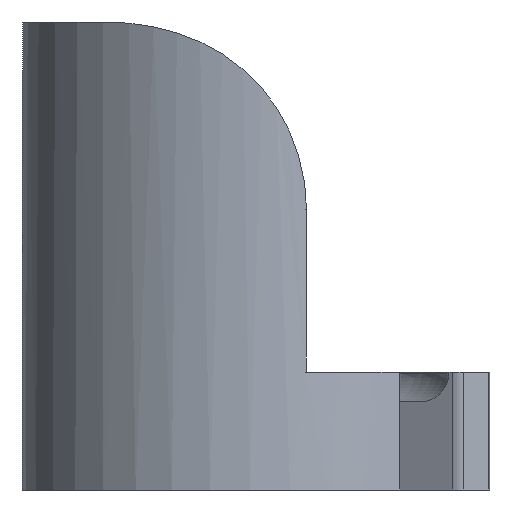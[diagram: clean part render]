
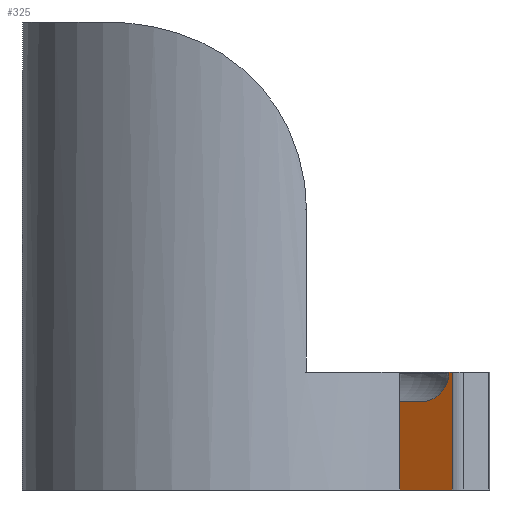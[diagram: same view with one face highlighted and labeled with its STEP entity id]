
A CAD part, left-side view. The second image highlights one B-rep face of the part: STEP entity #325.
In plain terms, the highlighted planar face has unit normal (-0.84, 0.543, 0).
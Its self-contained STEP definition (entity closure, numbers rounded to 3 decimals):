
#26 = CARTESIAN_POINT ( 'NONE',  ( -1.246, -12.072, 6.21 ) ) ;
#49 = CARTESIAN_POINT ( 'NONE',  ( -0.967, -11.64, 6.041 ) ) ;
#60 = CARTESIAN_POINT ( 'NONE',  ( -1.693, -12.765, 6.884 ) ) ;
#142 = CARTESIAN_POINT ( 'NONE',  ( -1.883, -13.057, 7.612 ) ) ;
#171 = CARTESIAN_POINT ( 'NONE',  ( -0.676, -11.191, 6. ) ) ;
#179 = CARTESIAN_POINT ( 'NONE',  ( -1.892, -13.072, 7.883 ) ) ;
#192 = CARTESIAN_POINT ( 'NONE',  ( -1.375, -12.271, 6.335 ) ) ;
#193 = CARTESIAN_POINT ( 'NONE',  ( -1.6, -12.619, 6.681 ) ) ;
#202 = CARTESIAN_POINT ( 'NONE',  ( -1.735, -12.829, 6.994 ) ) ;
#222 = CARTESIAN_POINT ( 'NONE',  ( -1.546, -12.537, 6.587 ) ) ;
#244 = CARTESIAN_POINT ( 'NONE',  ( -0.823, -11.418, 6. ) ) ;
#247 = CARTESIAN_POINT ( 'NONE',  ( -1.841, -12.992, 7.351 ) ) ;
#325 = ADVANCED_FACE ( 'NONE', ( #1102 ), #371, .F. ) ;
#359 = CARTESIAN_POINT ( 'NONE',  ( -2.041, -13.302, 31.75 ) ) ;
#366 = DIRECTION ( 'NONE',  ( -0.543, -0.84, 0. ) ) ;
#371 = PLANE ( 'NONE',  #622 ) ;
#374 = DIRECTION ( 'NONE',  ( 0.84, -0.543, 0. ) ) ;
#512 = EDGE_CURVE ( 'NONE', #1580, #1401, #736, .T. ) ;
#569 = EDGE_CURVE ( 'NONE', #1422, #1438, #1015, .T. ) ;
#577 = EDGE_CURVE ( 'NONE', #1418, #1484, #1107, .T. ) ;
#580 = EDGE_CURVE ( 'NONE', #1484, #1489, #994, .T. ) ;
#600 = EDGE_CURVE ( 'NONE', #1401, #1418, #751, .T. ) ;
#601 = EDGE_CURVE ( 'NONE', #1489, #1438, #1012, .T. ) ;
#606 = EDGE_CURVE ( 'NONE', #1580, #1422, #1035, .T. ) ;
#622 = AXIS2_PLACEMENT_3D ( 'NONE', #359, #374, #366 ) ;
#696 = CARTESIAN_POINT ( 'NONE',  ( -0.676, -11.191, 6. ) ) ;
#704 = CARTESIAN_POINT ( 'NONE',  ( -2.041, -13.302, 8. ) ) ;
#736 = B_SPLINE_CURVE_WITH_KNOTS ( 'NONE', 3,
 ( #171, #244, #49, #26, #192, #222, #193, #60, #202, #247, #142, #179 ),
 .UNSPECIFIED., .F., .F.,
 ( 4, 2, 2, 2, 2, 4 ),
 ( 0., 0.001, 0.002, 0.002, 0.002, 0.003 ),
 .UNSPECIFIED. ) ;
#751 = B_SPLINE_CURVE_WITH_KNOTS ( 'NONE', 3,
 ( #1258, #1215, #1252, #1227 ),
 .UNSPECIFIED., .F., .F.,
 ( 4, 4 ),
 ( 0.002, 0.002 ),
 .UNSPECIFIED. ) ;
#773 = CARTESIAN_POINT ( 'NONE',  ( -1.896, -13.078, 8. ) ) ;
#787 = CARTESIAN_POINT ( 'NONE',  ( -1.892, -13.072, 7.883 ) ) ;
#803 = CARTESIAN_POINT ( 'NONE',  ( -2.041, -13.302, 0. ) ) ;
#804 = CARTESIAN_POINT ( 'NONE',  ( 4.073, -3.844, 6. ) ) ;
#821 = CARTESIAN_POINT ( 'NONE',  ( 4.073, -3.844, 0. ) ) ;
#827 = CARTESIAN_POINT ( 'NONE',  ( 4.073, -3.844, 31.75 ) ) ;
#856 = DIRECTION ( 'NONE',  ( -0.543, -0.84, 0. ) ) ;
#913 = CARTESIAN_POINT ( 'NONE',  ( -2.041, -13.302, 8. ) ) ;
#918 = DIRECTION ( 'NONE',  ( 0., 0., -1. ) ) ;
#994 = LINE ( 'NONE', #1262, #1066 ) ;
#1012 = LINE ( 'NONE', #1263, #1169 ) ;
#1015 = LINE ( 'NONE', #827, #1016 ) ;
#1016 = VECTOR ( 'NONE', #918, 1000. ) ;
#1035 = LINE ( 'NONE', #1275, #1044 ) ;
#1044 = VECTOR ( 'NONE', #1256, 1000. ) ;
#1066 = VECTOR ( 'NONE', #1221, 1000. ) ;
#1102 = FACE_OUTER_BOUND ( 'NONE', #1595, .T. ) ;
#1107 = LINE ( 'NONE', #913, #1182 ) ;
#1169 = VECTOR ( 'NONE', #1241, 1000. ) ;
#1182 = VECTOR ( 'NONE', #856, 1000. ) ;
#1215 = CARTESIAN_POINT ( 'NONE',  ( -1.893, -13.074, 7.922 ) ) ;
#1221 = DIRECTION ( 'NONE',  ( 0., 0., -1. ) ) ;
#1227 = CARTESIAN_POINT ( 'NONE',  ( -1.896, -13.078, 8. ) ) ;
#1241 = DIRECTION ( 'NONE',  ( 0.543, 0.84, 0. ) ) ;
#1252 = CARTESIAN_POINT ( 'NONE',  ( -1.895, -13.076, 7.961 ) ) ;
#1256 = DIRECTION ( 'NONE',  ( 0.543, 0.84, 0. ) ) ;
#1258 = CARTESIAN_POINT ( 'NONE',  ( -1.892, -13.072, 7.883 ) ) ;
#1262 = CARTESIAN_POINT ( 'NONE',  ( -2.041, -13.302, 31.75 ) ) ;
#1263 = CARTESIAN_POINT ( 'NONE',  ( -2.041, -13.302, 0. ) ) ;
#1275 = CARTESIAN_POINT ( 'NONE',  ( -2.041, -13.302, 6. ) ) ;
#1339 = ORIENTED_EDGE ( 'NONE', *, *, #606, .T. ) ;
#1352 = ORIENTED_EDGE ( 'NONE', *, *, #601, .F. ) ;
#1383 = ORIENTED_EDGE ( 'NONE', *, *, #512, .F. ) ;
#1401 = VERTEX_POINT ( 'NONE', #787 ) ;
#1418 = VERTEX_POINT ( 'NONE', #773 ) ;
#1422 = VERTEX_POINT ( 'NONE', #804 ) ;
#1438 = VERTEX_POINT ( 'NONE', #821 ) ;
#1484 = VERTEX_POINT ( 'NONE', #704 ) ;
#1489 = VERTEX_POINT ( 'NONE', #803 ) ;
#1522 = ORIENTED_EDGE ( 'NONE', *, *, #600, .F. ) ;
#1523 = ORIENTED_EDGE ( 'NONE', *, *, #580, .F. ) ;
#1529 = ORIENTED_EDGE ( 'NONE', *, *, #577, .F. ) ;
#1580 = VERTEX_POINT ( 'NONE', #696 ) ;
#1595 = EDGE_LOOP ( 'NONE', ( #1522, #1383, #1339, #1601, #1352, #1523, #1529 ) ) ;
#1601 = ORIENTED_EDGE ( 'NONE', *, *, #569, .T. ) ;
